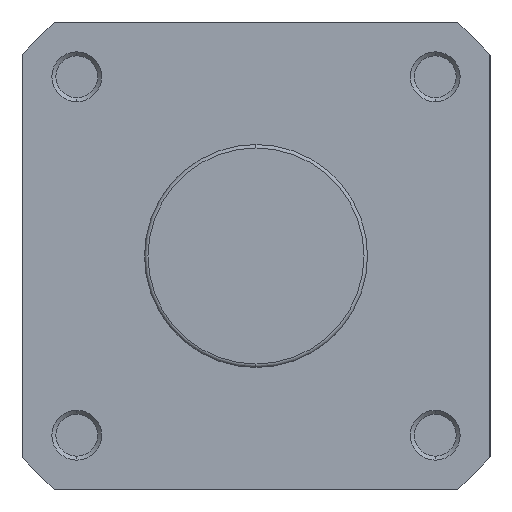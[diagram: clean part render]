
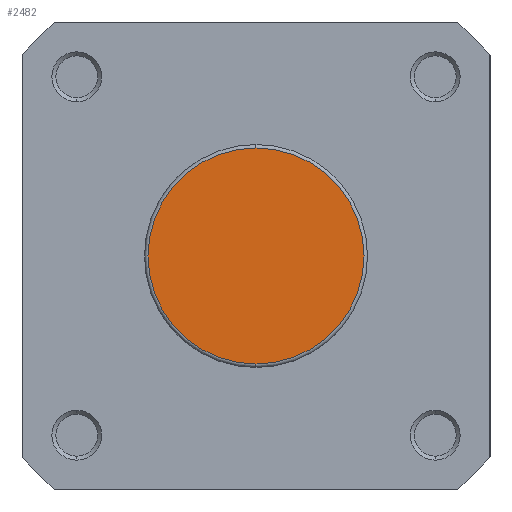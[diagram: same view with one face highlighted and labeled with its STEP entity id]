
A CAD part, left-side view. The second image highlights one B-rep face of the part: STEP entity #2482.
In plain terms, the highlighted planar face has unit normal (-1, 0, 0).
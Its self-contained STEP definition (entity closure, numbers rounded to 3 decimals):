
#630 = EDGE_CURVE ( 'NONE', #1857, #1356, #1565, .T. ) ;
#726 = DIRECTION ( 'NONE',  ( 1., 0., 0. ) ) ;
#727 = DIRECTION ( 'NONE',  ( 0., 0., -1. ) ) ;
#887 = CARTESIAN_POINT ( 'NONE',  ( 0., 0., 0. ) ) ;
#894 = DIRECTION ( 'NONE',  ( -1., 0., 0. ) ) ;
#895 = DIRECTION ( 'NONE',  ( 0., 0., -1. ) ) ;
#1356 = VERTEX_POINT ( 'NONE', #3106 ) ;
#1565 = CIRCLE ( 'NONE', #3845, 21.7 ) ;
#1857 = VERTEX_POINT ( 'NONE', #3170 ) ;
#2069 = FACE_OUTER_BOUND ( 'NONE', #4614, .T. ) ;
#2172 = CIRCLE ( 'NONE', #4106, 21.7 ) ;
#2482 = ADVANCED_FACE ( 'NONE', ( #2069 ), #3801, .F. ) ;
#2909 = CARTESIAN_POINT ( 'NONE',  ( 0., 0., 0. ) ) ;
#2910 = DIRECTION ( 'NONE',  ( -1., 0., 0. ) ) ;
#2911 = DIRECTION ( 'NONE',  ( 0., 0., -1. ) ) ;
#3106 = CARTESIAN_POINT ( 'NONE',  ( 0., 0., -21.7 ) ) ;
#3170 = CARTESIAN_POINT ( 'NONE',  ( 0., 0., 21.7 ) ) ;
#3801 = PLANE ( 'NONE',  #4061 ) ;
#3802 = CARTESIAN_POINT ( 'NONE',  ( 0., 22.4, 0. ) ) ;
#3845 = AXIS2_PLACEMENT_3D ( 'NONE', #2909, #2910, #2911 ) ;
#4061 = AXIS2_PLACEMENT_3D ( 'NONE', #3802, #726, #727 ) ;
#4106 = AXIS2_PLACEMENT_3D ( 'NONE', #887, #894, #895 ) ;
#4363 = ORIENTED_EDGE ( 'NONE', *, *, #630, .T. ) ;
#4364 = ORIENTED_EDGE ( 'NONE', *, *, #5449, .T. ) ;
#4614 = EDGE_LOOP ( 'NONE', ( #4364, #4363 ) ) ;
#5449 = EDGE_CURVE ( 'NONE', #1356, #1857, #2172, .T. ) ;
